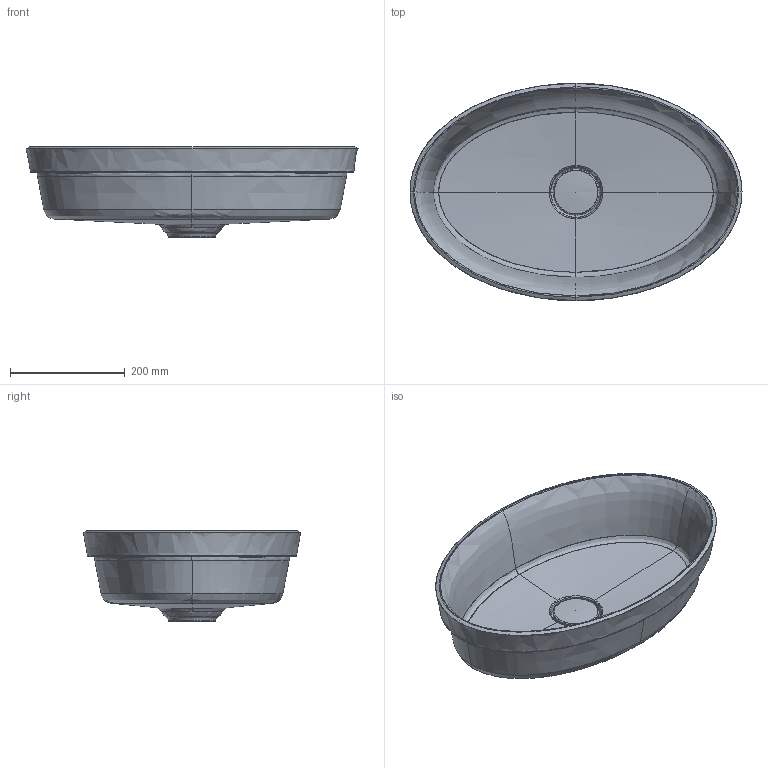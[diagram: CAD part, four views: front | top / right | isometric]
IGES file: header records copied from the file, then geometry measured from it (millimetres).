
Global section: file name: 80_7346_06_10_10_ORFEUM IN 58x38.igs; native system: NX V8.5; preprocessor: SIEMENS PLM Software NX 8.5; date: 20201228.155536; units: millimetre
Bounding box: 579.49 x 379.49 x 157.69 mm (x, y, z)
Surface area: 616636.4 mm2 (no closed solid volume)
Topology: 0 solids, 1 shells, 88 faces, 584 edges, 571 vertices
Faces by surface type: bspline 80, offset 8
